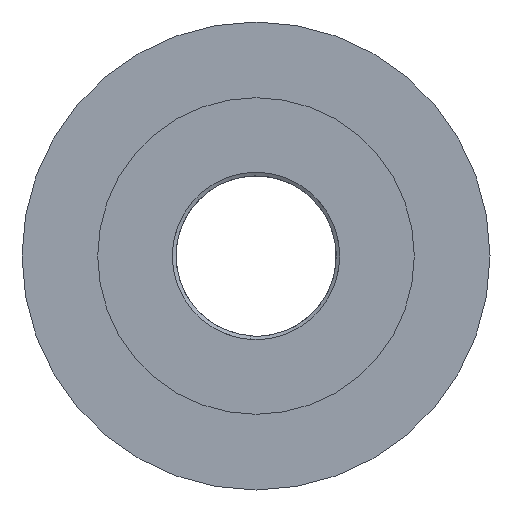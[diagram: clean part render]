
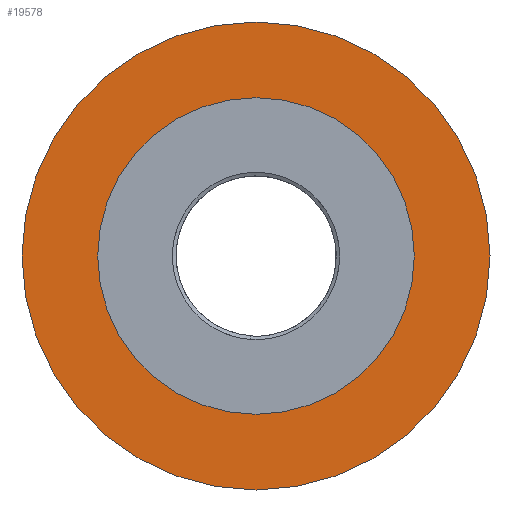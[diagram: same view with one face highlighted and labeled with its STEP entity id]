
A CAD part, left-side view. The second image highlights one B-rep face of the part: STEP entity #19578.
In plain terms, the highlighted planar face has unit normal (-1, 0, 0).
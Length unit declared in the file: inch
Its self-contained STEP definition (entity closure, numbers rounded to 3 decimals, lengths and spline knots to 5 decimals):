
#13342=CARTESIAN_POINT('',(0.,1.02,0.0));
#13343=VERTEX_POINT('',#13342);
#13344=CARTESIAN_POINT('',(0.,0.0,0.0));
#13345=DIRECTION('',(1.0,0.0,0.0));
#13346=DIRECTION('',(0.0,1.0,0.0));
#13347=AXIS2_PLACEMENT_3D('',#13344,#13345,#13346);
#13348=CIRCLE('',#13347,1.02);
#13349=EDGE_CURVE('',#13343,#13343,#13348,.T.);
#19552=CARTESIAN_POINT('',(0.,0.69,0.0));
#19553=VERTEX_POINT('',#19552);
#19554=CARTESIAN_POINT('',(0.,0.0,0.0));
#19555=DIRECTION('',(1.0,0.0,0.0));
#19556=DIRECTION('',(0.0,1.0,0.0));
#19557=AXIS2_PLACEMENT_3D('',#19554,#19555,#19556);
#19558=CIRCLE('',#19557,0.69);
#19559=EDGE_CURVE('',#19553,#19553,#19558,.T.);
#19567=CARTESIAN_POINT('',(0.,0.855,0.0));
#19568=DIRECTION('',(-1.0,0.0,0.0));
#19569=DIRECTION('',(0.0,0.0,1.0));
#19570=AXIS2_PLACEMENT_3D('',#19567,#19568,#19569);
#19571=PLANE('',#19570);
#19572=ORIENTED_EDGE('',*,*,#13349,.F.);
#19573=EDGE_LOOP('',(#19572));
#19574=FACE_OUTER_BOUND('',#19573,.T.);
#19575=ORIENTED_EDGE('',*,*,#19559,.T.);
#19576=EDGE_LOOP('',(#19575));
#19577=FACE_BOUND('',#19576,.T.);
#19578=ADVANCED_FACE('',(#19574,#19577),#19571,.T.);
